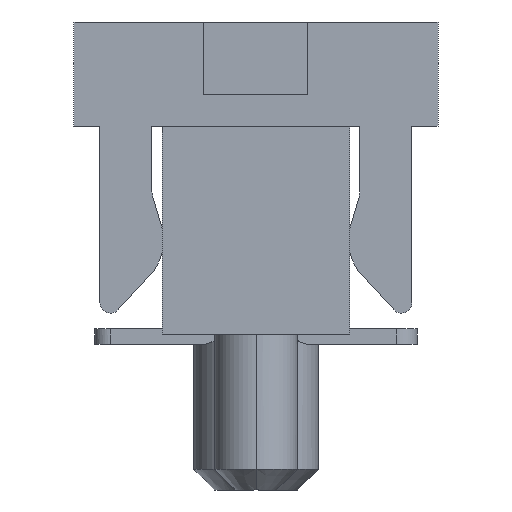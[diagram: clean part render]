
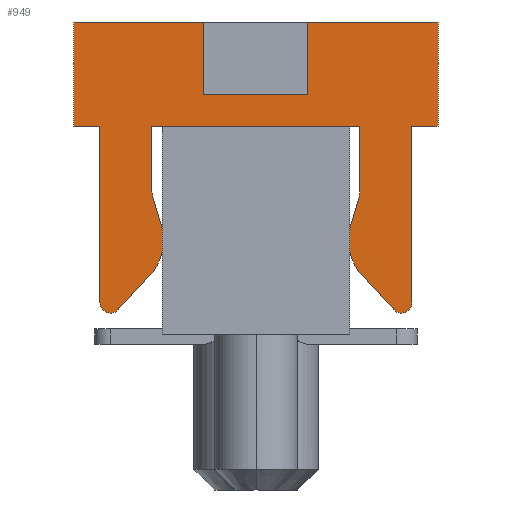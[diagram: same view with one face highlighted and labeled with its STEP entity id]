
A CAD part, left-side view. The second image highlights one B-rep face of the part: STEP entity #949.
In plain terms, the highlighted planar face has unit normal (-1, 0, 0).
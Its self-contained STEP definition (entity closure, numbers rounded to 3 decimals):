
#97=CARTESIAN_POINT('',(-3.,-1.,2.));
#98=VERTEX_POINT('',#97);
#115=CARTESIAN_POINT('',(-3.,-1.,1.369));
#116=VERTEX_POINT('',#115);
#123=CARTESIAN_POINT('',(-3.,-1.,2.));
#124=DIRECTION('',(0.,0.,-1.));
#125=VECTOR('',#124,0.631);
#126=LINE('',#123,#125);
#127=EDGE_CURVE('',#98,#116,#126,.T.);
#137=CARTESIAN_POINT('',(-3.,1.,1.369));
#138=VERTEX_POINT('',#137);
#155=CARTESIAN_POINT('',(-3.,1.,2.));
#156=VERTEX_POINT('',#155);
#163=CARTESIAN_POINT('',(-3.,1.,1.369));
#164=DIRECTION('',(0.,0.,1.));
#165=VECTOR('',#164,0.631);
#166=LINE('',#163,#165);
#167=EDGE_CURVE('',#138,#156,#166,.T.);
#177=CARTESIAN_POINT('',(-3.,0.994,1.327));
#178=VERTEX_POINT('',#177);
#195=CARTESIAN_POINT('',(-3.,0.85,1.369));
#196=DIRECTION('',(0.,0.96,-0.281));
#197=DIRECTION('',(1.,0.,0.));
#198=AXIS2_PLACEMENT_3D('',#195,#197,#196);
#199=CIRCLE('',#198,0.15);
#200=EDGE_CURVE('',#178,#138,#199,.T.);
#210=CARTESIAN_POINT('',(-3.,0.91,1.04));
#211=VERTEX_POINT('',#210);
#227=CARTESIAN_POINT('',(-3.,0.91,1.04));
#228=DIRECTION('',(0.,0.281,0.96));
#229=VECTOR('',#228,0.298);
#230=LINE('',#227,#229);
#231=EDGE_CURVE('',#211,#178,#230,.T.);
#241=CARTESIAN_POINT('',(-3.,1.327,0.232));
#242=VERTEX_POINT('',#241);
#259=CARTESIAN_POINT('',(-3.,1.023,0.561));
#260=VERTEX_POINT('',#259);
#267=CARTESIAN_POINT('',(-3.,1.327,0.232));
#268=DIRECTION('',(0.,-0.679,0.734));
#269=VECTOR('',#268,0.447);
#270=LINE('',#267,#269);
#271=EDGE_CURVE('',#242,#260,#270,.T.);
#291=CARTESIAN_POINT('',(-3.,1.5,0.3));
#292=VERTEX_POINT('',#291);
#309=CARTESIAN_POINT('',(-3.,1.4,0.3));
#310=DIRECTION('',(0.,1.,0.));
#311=DIRECTION('',(-1.,0.,0.));
#312=AXIS2_PLACEMENT_3D('',#309,#311,#310);
#313=CIRCLE('',#312,0.1);
#314=EDGE_CURVE('',#292,#242,#313,.T.);
#326=CARTESIAN_POINT('',(-3.,1.5,2.));
#327=VERTEX_POINT('',#326);
#341=CARTESIAN_POINT('',(-3.,1.5,2.));
#342=DIRECTION('',(0.,0.,-1.));
#343=VECTOR('',#342,1.7);
#344=LINE('',#341,#343);
#345=EDGE_CURVE('',#327,#292,#344,.T.);
#355=CARTESIAN_POINT('',(-3.,1.75,2.));
#356=VERTEX_POINT('',#355);
#363=CARTESIAN_POINT('',(-3.,1.75,3.));
#364=VERTEX_POINT('',#363);
#365=CARTESIAN_POINT('',(-3.,1.75,3.));
#366=DIRECTION('',(0.,0.,-1.));
#367=VECTOR('',#366,1.);
#368=LINE('',#365,#367);
#369=EDGE_CURVE('',#364,#356,#368,.T.);
#387=CARTESIAN_POINT('',(-3.,0.5,3.));
#388=VERTEX_POINT('',#387);
#389=CARTESIAN_POINT('',(-3.,0.5,3.));
#390=DIRECTION('',(0.,1.,0.));
#391=VECTOR('',#390,1.25);
#392=LINE('',#389,#391);
#393=EDGE_CURVE('',#388,#364,#392,.T.);
#411=CARTESIAN_POINT('',(-3.,-0.5,3.));
#412=VERTEX_POINT('',#411);
#419=CARTESIAN_POINT('',(-3.,-1.75,3.));
#420=VERTEX_POINT('',#419);
#421=CARTESIAN_POINT('',(-3.,-1.75,3.));
#422=DIRECTION('',(0.,1.,0.));
#423=VECTOR('',#422,1.25);
#424=LINE('',#421,#423);
#425=EDGE_CURVE('',#420,#412,#424,.T.);
#443=CARTESIAN_POINT('',(-3.,-1.75,2.));
#444=VERTEX_POINT('',#443);
#445=CARTESIAN_POINT('',(-3.,-1.75,2.));
#446=DIRECTION('',(0.,0.,1.));
#447=VECTOR('',#446,1.);
#448=LINE('',#445,#447);
#449=EDGE_CURVE('',#444,#420,#448,.T.);
#466=CARTESIAN_POINT('',(-3.,-1.5,0.3));
#467=VERTEX_POINT('',#466);
#484=CARTESIAN_POINT('',(-3.,-1.5,2.));
#485=VERTEX_POINT('',#484);
#492=CARTESIAN_POINT('',(-3.,-1.5,0.3));
#493=DIRECTION('',(0.,0.,1.));
#494=VECTOR('',#493,1.7);
#495=LINE('',#492,#494);
#496=EDGE_CURVE('',#467,#485,#495,.T.);
#516=CARTESIAN_POINT('',(-3.,-1.327,0.232));
#517=VERTEX_POINT('',#516);
#534=CARTESIAN_POINT('',(-3.,-1.4,0.3));
#535=DIRECTION('',(0.,0.734,-0.679));
#536=DIRECTION('',(-1.,-0.,0.));
#537=AXIS2_PLACEMENT_3D('',#534,#536,#535);
#538=CIRCLE('',#537,0.1);
#539=EDGE_CURVE('',#517,#467,#538,.T.);
#549=CARTESIAN_POINT('',(-3.,-1.023,0.561));
#550=VERTEX_POINT('',#549);
#566=CARTESIAN_POINT('',(-3.,-1.023,0.561));
#567=DIRECTION('',(0.,-0.679,-0.734));
#568=VECTOR('',#567,0.447);
#569=LINE('',#566,#568);
#570=EDGE_CURVE('',#550,#517,#569,.T.);
#580=CARTESIAN_POINT('',(-3.,-0.994,1.327));
#581=VERTEX_POINT('',#580);
#598=CARTESIAN_POINT('',(-3.,-0.91,1.04));
#599=VERTEX_POINT('',#598);
#606=CARTESIAN_POINT('',(-3.,-0.994,1.327));
#607=DIRECTION('',(0.,0.281,-0.96));
#608=VECTOR('',#607,0.298);
#609=LINE('',#606,#608);
#610=EDGE_CURVE('',#581,#599,#609,.T.);
#629=CARTESIAN_POINT('',(-3.,-0.85,1.369));
#630=DIRECTION('',(0.,-1.,0.));
#631=DIRECTION('',(1.,0.,0.));
#632=AXIS2_PLACEMENT_3D('',#629,#631,#630);
#633=CIRCLE('',#632,0.15);
#634=EDGE_CURVE('',#116,#581,#633,.T.);
#735=CARTESIAN_POINT('',(-3.,0.5,2.3));
#736=VERTEX_POINT('',#735);
#737=CARTESIAN_POINT('',(-3.,0.5,2.3));
#738=DIRECTION('',(0.,0.,1.));
#739=VECTOR('',#738,0.7);
#740=LINE('',#737,#739);
#741=EDGE_CURVE('',#736,#388,#740,.T.);
#765=CARTESIAN_POINT('',(-3.,-0.5,2.3));
#766=VERTEX_POINT('',#765);
#782=CARTESIAN_POINT('',(-3.,-0.5,2.3));
#783=DIRECTION('',(0.,1.,0.));
#784=VECTOR('',#783,1.);
#785=LINE('',#782,#784);
#786=EDGE_CURVE('',#766,#736,#785,.T.);
#804=CARTESIAN_POINT('',(-3.,-0.5,3.));
#805=DIRECTION('',(0.,0.,-1.));
#806=VECTOR('',#805,0.7);
#807=LINE('',#804,#806);
#808=EDGE_CURVE('',#412,#766,#807,.T.);
#825=CARTESIAN_POINT('',(-3.,0.,1.932));
#826=DIRECTION('',(0.,1.,0.));
#827=DIRECTION('',(-1.,0.,0.));
#828=AXIS2_PLACEMENT_3D('',#825,#827,#826);
#829=PLANE('',#828);
#830=ORIENTED_EDGE('',*,*,#634,.T.);
#831=ORIENTED_EDGE('',*,*,#610,.T.);
#832=CARTESIAN_POINT('',(-3.,-0.9,0.999));
#833=VERTEX_POINT('',#832);
#834=CARTESIAN_POINT('',(-3.,-1.39,0.9));
#835=DIRECTION('',(0.,0.96,0.281));
#836=DIRECTION('',(-1.,0.,0.));
#837=AXIS2_PLACEMENT_3D('',#834,#836,#835);
#838=CIRCLE('',#837,0.5);
#839=EDGE_CURVE('',#599,#833,#838,.T.);
#840=ORIENTED_EDGE('',*,*,#839,.T.);
#841=CARTESIAN_POINT('',(-3.,-0.9,0.801));
#842=VERTEX_POINT('',#841);
#843=CARTESIAN_POINT('',(-3.,-0.9,0.801));
#844=DIRECTION('',(0.,0.,1.));
#845=VECTOR('',#844,0.199);
#846=LINE('',#843,#845);
#847=EDGE_CURVE('',#842,#833,#846,.T.);
#848=ORIENTED_EDGE('',*,*,#847,.F.);
#849=CARTESIAN_POINT('',(-3.,-1.39,0.9));
#850=DIRECTION('',(0.,0.98,-0.199));
#851=DIRECTION('',(-1.,0.,0.));
#852=AXIS2_PLACEMENT_3D('',#849,#851,#850);
#853=CIRCLE('',#852,0.5);
#854=EDGE_CURVE('',#842,#550,#853,.T.);
#855=ORIENTED_EDGE('',*,*,#854,.T.);
#856=ORIENTED_EDGE('',*,*,#570,.T.);
#857=ORIENTED_EDGE('',*,*,#539,.T.);
#858=ORIENTED_EDGE('',*,*,#496,.T.);
#859=CARTESIAN_POINT('',(-3.,-1.5,2.));
#860=DIRECTION('',(0.,-1.,0.));
#861=VECTOR('',#860,0.25);
#862=LINE('',#859,#861);
#863=EDGE_CURVE('',#485,#444,#862,.T.);
#864=ORIENTED_EDGE('',*,*,#863,.T.);
#865=ORIENTED_EDGE('',*,*,#449,.T.);
#866=ORIENTED_EDGE('',*,*,#425,.T.);
#867=ORIENTED_EDGE('',*,*,#808,.T.);
#868=ORIENTED_EDGE('',*,*,#786,.T.);
#869=ORIENTED_EDGE('',*,*,#741,.T.);
#870=ORIENTED_EDGE('',*,*,#393,.T.);
#871=ORIENTED_EDGE('',*,*,#369,.T.);
#872=CARTESIAN_POINT('',(-3.,1.75,2.));
#873=DIRECTION('',(0.,-1.,0.));
#874=VECTOR('',#873,0.25);
#875=LINE('',#872,#874);
#876=EDGE_CURVE('',#356,#327,#875,.T.);
#877=ORIENTED_EDGE('',*,*,#876,.T.);
#878=ORIENTED_EDGE('',*,*,#345,.T.);
#879=ORIENTED_EDGE('',*,*,#314,.T.);
#880=ORIENTED_EDGE('',*,*,#271,.T.);
#881=CARTESIAN_POINT('',(-3.,0.9,0.801));
#882=VERTEX_POINT('',#881);
#883=CARTESIAN_POINT('',(-3.,1.39,0.9));
#884=DIRECTION('',(0.,-0.734,-0.679));
#885=DIRECTION('',(-1.,0.,0.));
#886=AXIS2_PLACEMENT_3D('',#883,#885,#884);
#887=CIRCLE('',#886,0.5);
#888=EDGE_CURVE('',#260,#882,#887,.T.);
#889=ORIENTED_EDGE('',*,*,#888,.T.);
#890=CARTESIAN_POINT('',(-3.,0.9,0.999));
#891=VERTEX_POINT('',#890);
#892=CARTESIAN_POINT('',(-3.,0.9,0.999));
#893=DIRECTION('',(0.,0.,-1.));
#894=VECTOR('',#893,0.199);
#895=LINE('',#892,#894);
#896=EDGE_CURVE('',#891,#882,#895,.T.);
#897=ORIENTED_EDGE('',*,*,#896,.F.);
#898=CARTESIAN_POINT('',(-3.,1.39,0.9));
#899=DIRECTION('',(0.,-0.98,0.199));
#900=DIRECTION('',(-1.,0.,0.));
#901=AXIS2_PLACEMENT_3D('',#898,#900,#899);
#902=CIRCLE('',#901,0.5);
#903=EDGE_CURVE('',#891,#211,#902,.T.);
#904=ORIENTED_EDGE('',*,*,#903,.T.);
#905=ORIENTED_EDGE('',*,*,#231,.T.);
#906=ORIENTED_EDGE('',*,*,#200,.T.);
#907=ORIENTED_EDGE('',*,*,#167,.T.);
#908=CARTESIAN_POINT('',(-3.,0.9,2.));
#909=VERTEX_POINT('',#908);
#910=CARTESIAN_POINT('',(-3.,1.,2.));
#911=DIRECTION('',(0.,-1.,0.));
#912=VECTOR('',#911,0.1);
#913=LINE('',#910,#912);
#914=EDGE_CURVE('',#156,#909,#913,.T.);
#915=ORIENTED_EDGE('',*,*,#914,.T.);
#916=CARTESIAN_POINT('',(-3.,0.43,2.));
#917=VERTEX_POINT('',#916);
#918=CARTESIAN_POINT('',(-3.,0.9,2.));
#919=DIRECTION('',(0.,-1.,0.));
#920=VECTOR('',#919,0.47);
#921=LINE('',#918,#920);
#922=EDGE_CURVE('',#909,#917,#921,.T.);
#923=ORIENTED_EDGE('',*,*,#922,.T.);
#924=CARTESIAN_POINT('',(-3.,-0.43,2.));
#925=VERTEX_POINT('',#924);
#926=CARTESIAN_POINT('',(-3.,0.43,2.));
#927=DIRECTION('',(0.,-1.,0.));
#928=VECTOR('',#927,0.86);
#929=LINE('',#926,#928);
#930=EDGE_CURVE('',#917,#925,#929,.T.);
#931=ORIENTED_EDGE('',*,*,#930,.T.);
#932=CARTESIAN_POINT('',(-3.,-0.9,2.));
#933=VERTEX_POINT('',#932);
#934=CARTESIAN_POINT('',(-3.,-0.43,2.));
#935=DIRECTION('',(0.,-1.,0.));
#936=VECTOR('',#935,0.47);
#937=LINE('',#934,#936);
#938=EDGE_CURVE('',#925,#933,#937,.T.);
#939=ORIENTED_EDGE('',*,*,#938,.T.);
#940=CARTESIAN_POINT('',(-3.,-0.9,2.));
#941=DIRECTION('',(0.,-1.,0.));
#942=VECTOR('',#941,0.1);
#943=LINE('',#940,#942);
#944=EDGE_CURVE('',#933,#98,#943,.T.);
#945=ORIENTED_EDGE('',*,*,#944,.T.);
#946=ORIENTED_EDGE('',*,*,#127,.T.);
#947=EDGE_LOOP('',(#830,#831,#840,#848,#855,#856,#857,#858,#864,#865,#866,#867,#868,#869,#870,#871,#877,#878,#879,#880,#889,#897,#904,#905,#906,#907,#915,#923,#931,#939,#945,#946));
#948=FACE_OUTER_BOUND('',#947,.T.);
#949=ADVANCED_FACE('',(#948),#829,.T.);
